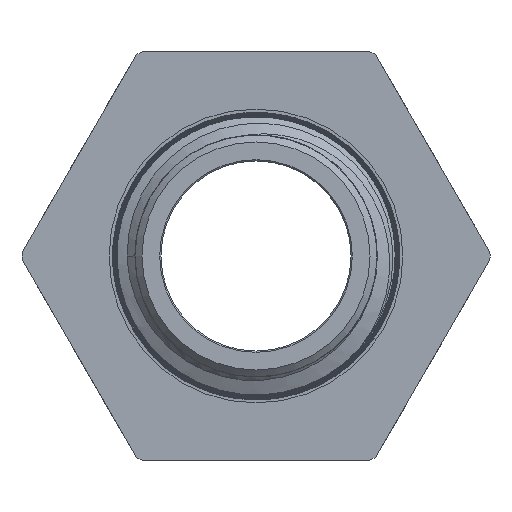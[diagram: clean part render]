
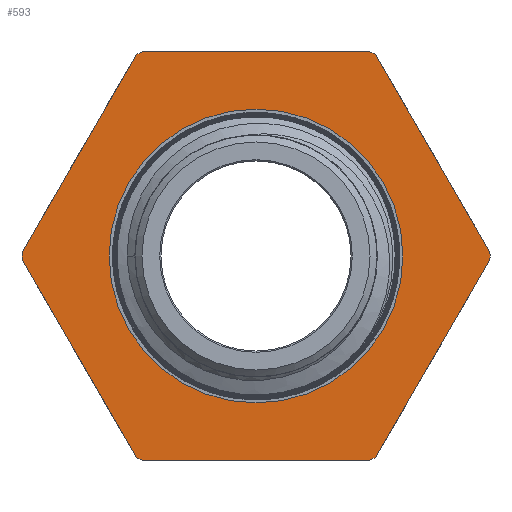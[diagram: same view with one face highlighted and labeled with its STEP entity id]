
A CAD part, left-side view. The second image highlights one B-rep face of the part: STEP entity #593.
In plain terms, the highlighted planar face has unit normal (-1, 0, 0).
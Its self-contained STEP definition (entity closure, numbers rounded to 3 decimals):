
#27=LINE('',#6124,#45);
#31=LINE('',#6149,#49);
#34=LINE('',#6164,#52);
#37=LINE('',#6179,#55);
#40=LINE('',#6194,#58);
#43=LINE('',#6209,#61);
#45=VECTOR('',#714,10.);
#49=VECTOR('',#720,10.);
#52=VECTOR('',#725,10.);
#55=VECTOR('',#730,10.);
#58=VECTOR('',#735,10.);
#61=VECTOR('',#740,10.);
#69=PLANE('',#659);
#96=FACE_BOUND('',#174,.T.);
#131=FACE_OUTER_BOUND('',#173,.T.);
#173=EDGE_LOOP('',(#502,#503,#504,#505,#506,#507,#508,#509,#510,#511,#512,
#513));
#174=EDGE_LOOP('',(#514));
#213=CIRCLE('',#650,17.46);
#214=CIRCLE('',#652,17.46);
#215=CIRCLE('',#654,17.46);
#216=CIRCLE('',#656,17.46);
#217=CIRCLE('',#658,17.46);
#218=CIRCLE('',#660,17.46);
#219=CIRCLE('',#661,10.96);
#268=VERTEX_POINT('',#6122);
#269=VERTEX_POINT('',#6123);
#276=VERTEX_POINT('',#6146);
#277=VERTEX_POINT('',#6148);
#281=VERTEX_POINT('',#6161);
#282=VERTEX_POINT('',#6163);
#286=VERTEX_POINT('',#6176);
#287=VERTEX_POINT('',#6178);
#291=VERTEX_POINT('',#6191);
#292=VERTEX_POINT('',#6193);
#296=VERTEX_POINT('',#6206);
#297=VERTEX_POINT('',#6208);
#298=VERTEX_POINT('',#6238);
#333=EDGE_CURVE('',#268,#269,#27,.T.);
#341=EDGE_CURVE('',#277,#276,#31,.T.);
#346=EDGE_CURVE('',#282,#281,#34,.T.);
#351=EDGE_CURVE('',#287,#286,#37,.T.);
#356=EDGE_CURVE('',#292,#291,#40,.T.);
#361=EDGE_CURVE('',#297,#296,#43,.T.);
#373=EDGE_CURVE('',#297,#286,#213,.T.);
#374=EDGE_CURVE('',#287,#281,#214,.T.);
#375=EDGE_CURVE('',#282,#269,#215,.T.);
#376=EDGE_CURVE('',#292,#276,#216,.T.);
#377=EDGE_CURVE('',#277,#296,#217,.T.);
#378=EDGE_CURVE('',#268,#291,#218,.T.);
#379=EDGE_CURVE('',#298,#298,#219,.T.);
#502=ORIENTED_EDGE('',*,*,#333,.T.);
#503=ORIENTED_EDGE('',*,*,#375,.F.);
#504=ORIENTED_EDGE('',*,*,#346,.T.);
#505=ORIENTED_EDGE('',*,*,#374,.F.);
#506=ORIENTED_EDGE('',*,*,#351,.T.);
#507=ORIENTED_EDGE('',*,*,#373,.F.);
#508=ORIENTED_EDGE('',*,*,#361,.T.);
#509=ORIENTED_EDGE('',*,*,#377,.F.);
#510=ORIENTED_EDGE('',*,*,#341,.T.);
#511=ORIENTED_EDGE('',*,*,#376,.F.);
#512=ORIENTED_EDGE('',*,*,#356,.T.);
#513=ORIENTED_EDGE('',*,*,#378,.F.);
#514=ORIENTED_EDGE('',*,*,#379,.T.);
#593=ADVANCED_FACE('',(#131,#96),#69,.T.);
#650=AXIS2_PLACEMENT_3D('',#6227,#774,#775);
#652=AXIS2_PLACEMENT_3D('',#6229,#778,#779);
#654=AXIS2_PLACEMENT_3D('',#6231,#782,#783);
#656=AXIS2_PLACEMENT_3D('',#6233,#786,#787);
#658=AXIS2_PLACEMENT_3D('',#6235,#790,#791);
#659=AXIS2_PLACEMENT_3D('',#6236,#792,#793);
#660=AXIS2_PLACEMENT_3D('',#6237,#794,#795);
#661=AXIS2_PLACEMENT_3D('',#6239,#796,#797);
#714=DIRECTION('',(0.,0.5,-0.866));
#720=DIRECTION('',(0.,0.5,0.866));
#725=DIRECTION('',(0.,-0.5,-0.866));
#730=DIRECTION('',(0.,-1.,0.));
#735=DIRECTION('',(0.,1.,0.));
#740=DIRECTION('',(0.,-0.5,0.866));
#774=DIRECTION('center_axis',(1.,0.,0.));
#775=DIRECTION('ref_axis',(0.,0.,-1.));
#778=DIRECTION('center_axis',(1.,0.,0.));
#779=DIRECTION('ref_axis',(0.,0.,-1.));
#782=DIRECTION('center_axis',(1.,0.,0.));
#783=DIRECTION('ref_axis',(0.,0.,-1.));
#786=DIRECTION('center_axis',(1.,0.,0.));
#787=DIRECTION('ref_axis',(0.,0.,-1.));
#790=DIRECTION('center_axis',(1.,0.,0.));
#791=DIRECTION('ref_axis',(0.,0.,-1.));
#792=DIRECTION('center_axis',(-1.,0.,0.));
#793=DIRECTION('ref_axis',(0.,0.,1.));
#794=DIRECTION('center_axis',(1.,0.,0.));
#795=DIRECTION('ref_axis',(0.,0.,-1.));
#796=DIRECTION('center_axis',(1.,0.,0.));
#797=DIRECTION('ref_axis',(0.,0.,-1.));
#6122=CARTESIAN_POINT('',(-21.15,8.956,14.988));
#6123=CARTESIAN_POINT('',(-21.15,17.458,0.262));
#6124=CARTESIAN_POINT('',(-21.15,17.515,0.163));
#6146=CARTESIAN_POINT('',(-21.15,-8.956,14.988));
#6148=CARTESIAN_POINT('',(-21.15,-17.458,0.262));
#6149=CARTESIAN_POINT('',(-21.15,-8.899,15.087));
#6161=CARTESIAN_POINT('',(-21.15,8.956,-14.988));
#6163=CARTESIAN_POINT('',(-21.15,17.458,-0.262));
#6164=CARTESIAN_POINT('',(-21.15,13.264,-7.526));
#6176=CARTESIAN_POINT('',(-21.15,-8.502,-15.25));
#6178=CARTESIAN_POINT('',(-21.15,8.502,-15.25));
#6179=CARTESIAN_POINT('',(-21.15,4.479,-15.25));
#6191=CARTESIAN_POINT('',(-21.15,8.502,15.25));
#6193=CARTESIAN_POINT('',(-21.15,-8.502,15.25));
#6194=CARTESIAN_POINT('',(-21.15,12.981,15.25));
#6206=CARTESIAN_POINT('',(-21.15,-17.458,-0.262));
#6208=CARTESIAN_POINT('',(-21.15,-8.956,-14.988));
#6209=CARTESIAN_POINT('',(-21.15,-13.15,-7.724));
#6227=CARTESIAN_POINT('Origin',(-21.15,0.,0.));
#6229=CARTESIAN_POINT('Origin',(-21.15,0.,0.));
#6231=CARTESIAN_POINT('Origin',(-21.15,0.,0.));
#6233=CARTESIAN_POINT('Origin',(-21.15,0.,0.));
#6235=CARTESIAN_POINT('Origin',(-21.15,0.,0.));
#6236=CARTESIAN_POINT('Origin',(-21.15,17.46,0.));
#6237=CARTESIAN_POINT('Origin',(-21.15,0.,0.));
#6238=CARTESIAN_POINT('',(-21.15,10.96,0.));
#6239=CARTESIAN_POINT('Origin',(-21.15,0.,0.));
